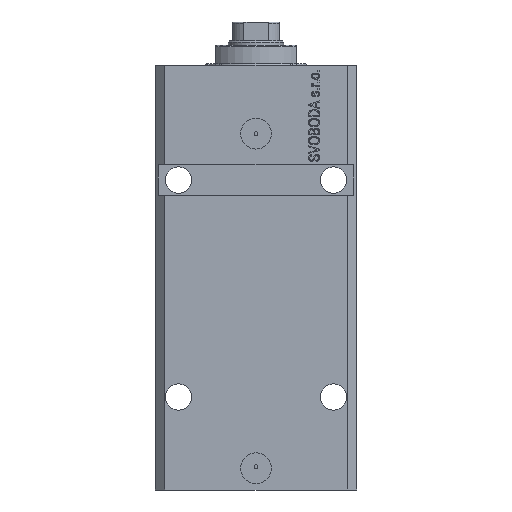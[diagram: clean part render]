
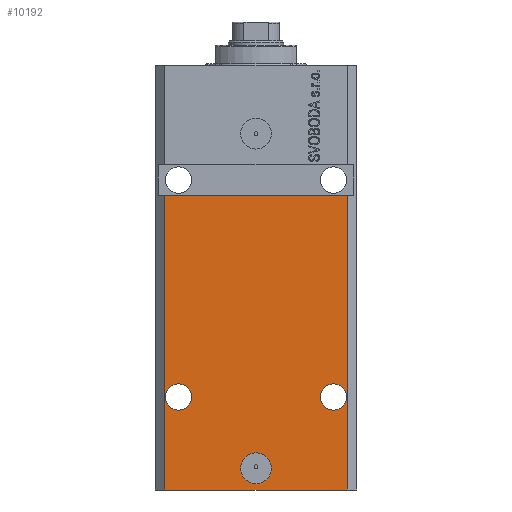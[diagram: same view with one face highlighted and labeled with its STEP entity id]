
A CAD part, front view. The second image highlights one B-rep face of the part: STEP entity #10192.
In plain terms, the highlighted planar face has unit normal (0, -1, 0).
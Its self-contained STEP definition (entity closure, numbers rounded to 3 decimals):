
#448 = FACE_OUTER_BOUND ( 'NONE', #33455, .T. ) ;
#1261 = EDGE_CURVE ( 'NONE', #20778, #2785, #40468, .T. ) ;
#2624 = CARTESIAN_POINT ( 'NONE',  ( -5., -22.5, -130. ) ) ;
#2785 = VERTEX_POINT ( 'NONE', #25253 ) ;
#3576 = AXIS2_PLACEMENT_3D ( 'NONE', #30840, #27612, #3705 ) ;
#3705 = DIRECTION ( 'NONE',  ( 1., 0., 0. ) ) ;
#4162 = LINE ( 'NONE', #31748, #43435 ) ;
#5325 = DIRECTION ( 'NONE',  ( 0., -1., 0. ) ) ;
#5557 = ORIENTED_EDGE ( 'NONE', *, *, #37049, .F. ) ;
#5658 = CARTESIAN_POINT ( 'NONE',  ( 0., -22.5, -130. ) ) ;
#5881 = DIRECTION ( 'NONE',  ( 0., -1., 0. ) ) ;
#7276 = CARTESIAN_POINT ( 'NONE',  ( 29.25, -22.5, -107. ) ) ;
#7812 = ORIENTED_EDGE ( 'NONE', *, *, #38626, .F. ) ;
#8760 = CARTESIAN_POINT ( 'NONE',  ( -25., -22.5, -107. ) ) ;
#8823 = CARTESIAN_POINT ( 'NONE',  ( -29.5, -22.5, -42. ) ) ;
#10192 = ADVANCED_FACE ( 'NONE', ( #42318, #17944, #31958, #448 ), #28493, .T. ) ;
#10566 = VERTEX_POINT ( 'NONE', #20858 ) ;
#10755 = EDGE_CURVE ( 'NONE', #10566, #14803, #36353, .T. ) ;
#11035 = CARTESIAN_POINT ( 'NONE',  ( -29.5, -22.5, -137. ) ) ;
#11351 = EDGE_CURVE ( 'NONE', #2785, #20778, #45044, .T. ) ;
#11805 = ORIENTED_EDGE ( 'NONE', *, *, #33432, .F. ) ;
#11819 = VERTEX_POINT ( 'NONE', #8823 ) ;
#13299 = DIRECTION ( 'NONE',  ( 0., -1., 0. ) ) ;
#14273 = CARTESIAN_POINT ( 'NONE',  ( 29.5, -22.5, -42. ) ) ;
#14803 = VERTEX_POINT ( 'NONE', #2624 ) ;
#15075 = VECTOR ( 'NONE', #29926, 1000. ) ;
#15451 = DIRECTION ( 'NONE',  ( 1., 0., 0. ) ) ;
#16128 = EDGE_CURVE ( 'NONE', #11819, #29280, #20039, .T. ) ;
#16155 = AXIS2_PLACEMENT_3D ( 'NONE', #44446, #27615, #31297 ) ;
#16486 = AXIS2_PLACEMENT_3D ( 'NONE', #5658, #5881, #36499 ) ;
#16656 = CARTESIAN_POINT ( 'NONE',  ( 29.5, -22.5, -137. ) ) ;
#16819 = EDGE_LOOP ( 'NONE', ( #42993, #11805 ) ) ;
#17468 = EDGE_LOOP ( 'NONE', ( #24293, #21029 ) ) ;
#17588 = LINE ( 'NONE', #21732, #37172 ) ;
#17944 = FACE_BOUND ( 'NONE', #20474, .T. ) ;
#18083 = EDGE_CURVE ( 'NONE', #26724, #29280, #17588, .T. ) ;
#19059 = CARTESIAN_POINT ( 'NONE',  ( -29.5, -22.5, -137. ) ) ;
#19356 = DIRECTION ( 'NONE',  ( -1., 0., 0. ) ) ;
#19999 = AXIS2_PLACEMENT_3D ( 'NONE', #32722, #28785, #15451 ) ;
#20039 = LINE ( 'NONE', #34073, #15075 ) ;
#20474 = EDGE_LOOP ( 'NONE', ( #28994, #7812 ) ) ;
#20521 = VECTOR ( 'NONE', #32627, 1000. ) ;
#20626 = AXIS2_PLACEMENT_3D ( 'NONE', #34931, #13299, #37705 ) ;
#20778 = VERTEX_POINT ( 'NONE', #31625 ) ;
#20858 = CARTESIAN_POINT ( 'NONE',  ( 5., -22.5, -130. ) ) ;
#21029 = ORIENTED_EDGE ( 'NONE', *, *, #11351, .F. ) ;
#21316 = CIRCLE ( 'NONE', #16155, 5. ) ;
#21732 = CARTESIAN_POINT ( 'NONE',  ( 29.5, -22.5, -137. ) ) ;
#24293 = ORIENTED_EDGE ( 'NONE', *, *, #1261, .F. ) ;
#24586 = CARTESIAN_POINT ( 'NONE',  ( 20.75, -22.5, -107. ) ) ;
#25253 = CARTESIAN_POINT ( 'NONE',  ( -29.25, -22.5, -107. ) ) ;
#26231 = DIRECTION ( 'NONE',  ( 0., -1., 0. ) ) ;
#26432 = EDGE_CURVE ( 'NONE', #40045, #34778, #30006, .T. ) ;
#26724 = VERTEX_POINT ( 'NONE', #16656 ) ;
#27612 = DIRECTION ( 'NONE',  ( 0., -1., 0. ) ) ;
#27615 = DIRECTION ( 'NONE',  ( 0., -1., 0. ) ) ;
#28493 = PLANE ( 'NONE',  #42197 ) ;
#28785 = DIRECTION ( 'NONE',  ( 0., -1., 0. ) ) ;
#28994 = ORIENTED_EDGE ( 'NONE', *, *, #26432, .F. ) ;
#29280 = VERTEX_POINT ( 'NONE', #14273 ) ;
#29926 = DIRECTION ( 'NONE',  ( 1., 0., 0. ) ) ;
#30006 = CIRCLE ( 'NONE', #3576, 4.25 ) ;
#30840 = CARTESIAN_POINT ( 'NONE',  ( 25., -22.5, -107. ) ) ;
#31023 = ORIENTED_EDGE ( 'NONE', *, *, #18083, .T. ) ;
#31297 = DIRECTION ( 'NONE',  ( 1., 0., 0. ) ) ;
#31625 = CARTESIAN_POINT ( 'NONE',  ( -20.75, -22.5, -107. ) ) ;
#31652 = EDGE_CURVE ( 'NONE', #35539, #26724, #32392, .T. ) ;
#31748 = CARTESIAN_POINT ( 'NONE',  ( -29.5, -22.5, -137. ) ) ;
#31958 = FACE_BOUND ( 'NONE', #17468, .T. ) ;
#32392 = LINE ( 'NONE', #19059, #20521 ) ;
#32627 = DIRECTION ( 'NONE',  ( 1., 0., 0. ) ) ;
#32722 = CARTESIAN_POINT ( 'NONE',  ( 25., -22.5, -107. ) ) ;
#33432 = EDGE_CURVE ( 'NONE', #14803, #10566, #21316, .T. ) ;
#33455 = EDGE_LOOP ( 'NONE', ( #35086, #5557, #38922, #31023 ) ) ;
#34073 = CARTESIAN_POINT ( 'NONE',  ( -32.5, -22.5, -42. ) ) ;
#34630 = CARTESIAN_POINT ( 'NONE',  ( -29.5, -22.5, -137. ) ) ;
#34677 = CIRCLE ( 'NONE', #19999, 4.25 ) ;
#34778 = VERTEX_POINT ( 'NONE', #24586 ) ;
#34931 = CARTESIAN_POINT ( 'NONE',  ( -25., -22.5, -107. ) ) ;
#35086 = ORIENTED_EDGE ( 'NONE', *, *, #16128, .F. ) ;
#35313 = DIRECTION ( 'NONE',  ( 0., 0., 1. ) ) ;
#35539 = VERTEX_POINT ( 'NONE', #34630 ) ;
#36353 = CIRCLE ( 'NONE', #16486, 5. ) ;
#36499 = DIRECTION ( 'NONE',  ( 1., 0., 0. ) ) ;
#37049 = EDGE_CURVE ( 'NONE', #35539, #11819, #4162, .T. ) ;
#37172 = VECTOR ( 'NONE', #35313, 1000. ) ;
#37705 = DIRECTION ( 'NONE',  ( -1., 0., 0. ) ) ;
#38626 = EDGE_CURVE ( 'NONE', #34778, #40045, #34677, .T. ) ;
#38903 = DIRECTION ( 'NONE',  ( 0., 0., 1. ) ) ;
#38922 = ORIENTED_EDGE ( 'NONE', *, *, #31652, .T. ) ;
#39945 = AXIS2_PLACEMENT_3D ( 'NONE', #8760, #5325, #19356 ) ;
#40045 = VERTEX_POINT ( 'NONE', #7276 ) ;
#40468 = CIRCLE ( 'NONE', #20626, 4.25 ) ;
#42197 = AXIS2_PLACEMENT_3D ( 'NONE', #11035, #26231, #43941 ) ;
#42318 = FACE_BOUND ( 'NONE', #16819, .T. ) ;
#42993 = ORIENTED_EDGE ( 'NONE', *, *, #10755, .F. ) ;
#43435 = VECTOR ( 'NONE', #38903, 1000. ) ;
#43941 = DIRECTION ( 'NONE',  ( 1., 0., 0. ) ) ;
#44446 = CARTESIAN_POINT ( 'NONE',  ( 0., -22.5, -130. ) ) ;
#45044 = CIRCLE ( 'NONE', #39945, 4.25 ) ;
